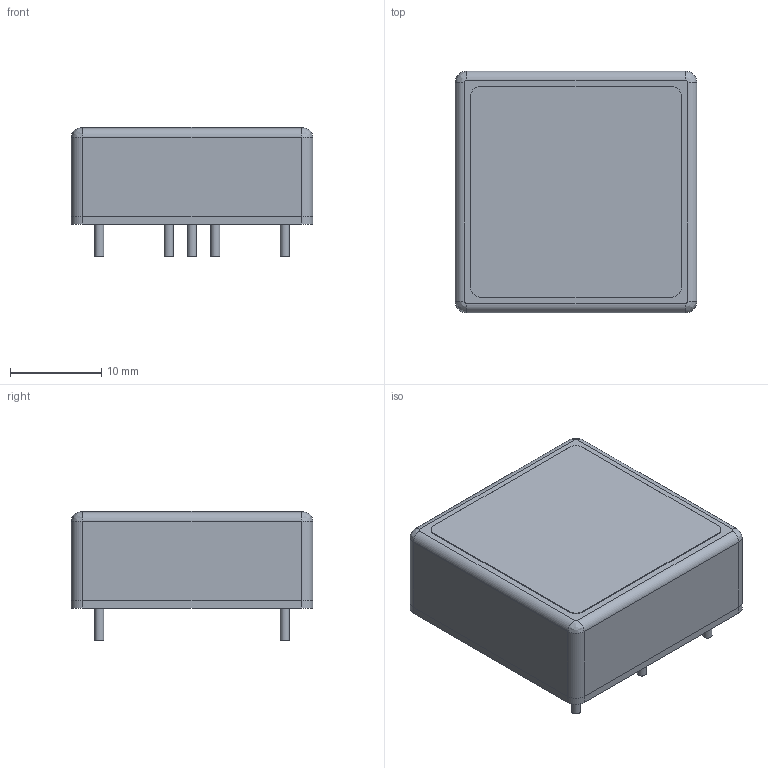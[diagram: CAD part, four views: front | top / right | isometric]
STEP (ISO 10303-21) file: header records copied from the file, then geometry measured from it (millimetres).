
FILE_DESCRIPTION(/* description */ (''),/* implementation_level */ '2;1');
FILE_NAME(/* name */ 'DCDC_TRACO_THL10.stp',/* time_stamp */ '2016-04-27T13:43:45+02:00',/* author */ ('riccim'),/* organization */ (''),/* preprocessor_version */ 'ST-DEVELOPER v15.5',/* originating_system */ 'AutoCAD Mechanical',/* authorisation */ '');
FILE_SCHEMA (('AUTOMOTIVE_DESIGN { 1 0 10303 214 3 1 1 }'));
Length unit declared in the file: millimetre
Products named in the file (1): Product
Bounding box: 26.4 x 26.4 x 14.2 mm (x, y, z)
Volume: 7349 mm3; surface area: 4953.6 mm2
Topology: 8 solids, 8 shells, 53 faces, 103 edges, 66 vertices
Faces by surface type: plane 28, cylinder 21, bspline 4
Full cylindrical faces by diameter (mm): 1 x5
Entity records: 1389 total; most frequent: CARTESIAN_POINT 250, DIRECTION 244, ORIENTED_EDGE 196, EDGE_CURVE 98, AXIS2_PLACEMENT_3D 96, VERTEX_POINT 66, EDGE_LOOP 58, FACE_OUTER_BOUND 53
